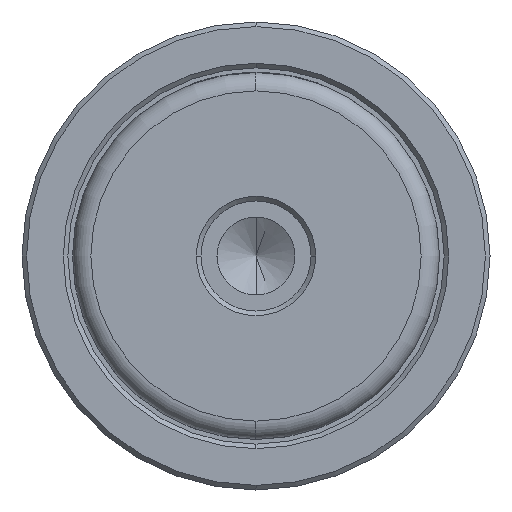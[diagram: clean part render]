
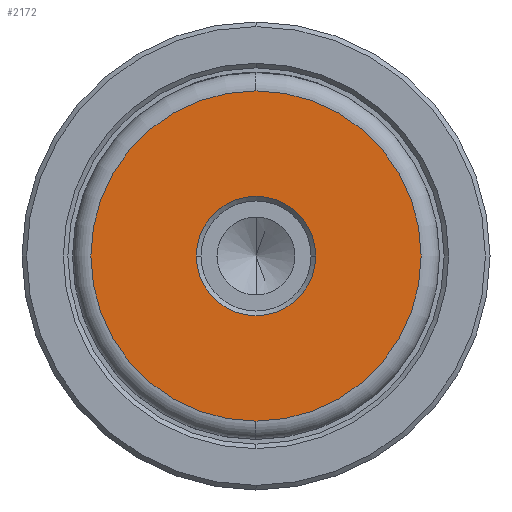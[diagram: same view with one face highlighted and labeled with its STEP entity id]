
A CAD part, left-side view. The second image highlights one B-rep face of the part: STEP entity #2172.
In plain terms, the highlighted planar face has unit normal (-1, 0, 0).
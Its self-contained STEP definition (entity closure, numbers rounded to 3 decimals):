
#92 = AXIS2_PLACEMENT_3D ( 'NONE', #1790, #606, #1983 ) ;
#148 = CARTESIAN_POINT ( 'NONE',  ( 0., 0., 0. ) ) ;
#224 = CARTESIAN_POINT ( 'NONE',  ( 0., 0., 0. ) ) ;
#239 = EDGE_CURVE ( 'NONE', #895, #2375, #243, .T. ) ;
#243 = CIRCLE ( 'NONE', #92, 17.997 ) ;
#339 = CARTESIAN_POINT ( 'NONE',  ( 0., 0., 0. ) ) ;
#409 = CIRCLE ( 'NONE', #587, 17.997 ) ;
#413 = DIRECTION ( 'NONE',  ( 0., 0., 1. ) ) ;
#476 = EDGE_LOOP ( 'NONE', ( #1506, #2299 ) ) ;
#531 = DIRECTION ( 'NONE',  ( -1., 0., 0. ) ) ;
#537 = DIRECTION ( 'NONE',  ( 0., 0., 1. ) ) ;
#587 = AXIS2_PLACEMENT_3D ( 'NONE', #1182, #2554, #1377 ) ;
#588 = CARTESIAN_POINT ( 'NONE',  ( 0., 0., -17.997 ) ) ;
#606 = DIRECTION ( 'NONE',  ( -1., 0., 0. ) ) ;
#669 = CIRCLE ( 'NONE', #1976, 6.5 ) ;
#704 = FACE_BOUND ( 'NONE', #1335, .T. ) ;
#811 = ORIENTED_EDGE ( 'NONE', *, *, #2529, .T. ) ;
#895 = VERTEX_POINT ( 'NONE', #1642 ) ;
#920 = PLANE ( 'NONE',  #1903 ) ;
#1074 = ORIENTED_EDGE ( 'NONE', *, *, #1735, .T. ) ;
#1164 = EDGE_CURVE ( 'NONE', #2375, #895, #409, .T. ) ;
#1182 = CARTESIAN_POINT ( 'NONE',  ( 0., 0., 0. ) ) ;
#1335 = EDGE_LOOP ( 'NONE', ( #1074, #811 ) ) ;
#1377 = DIRECTION ( 'NONE',  ( 0., 0., 1. ) ) ;
#1391 = VERTEX_POINT ( 'NONE', #1479 ) ;
#1479 = CARTESIAN_POINT ( 'NONE',  ( 0., 6.5, 0. ) ) ;
#1506 = ORIENTED_EDGE ( 'NONE', *, *, #239, .T. ) ;
#1598 = DIRECTION ( 'NONE',  ( 1., 0., 0. ) ) ;
#1642 = CARTESIAN_POINT ( 'NONE',  ( 0., 0., 17.997 ) ) ;
#1723 = DIRECTION ( 'NONE',  ( 1., 0., 0. ) ) ;
#1735 = EDGE_CURVE ( 'NONE', #2553, #1391, #2533, .T. ) ;
#1790 = CARTESIAN_POINT ( 'NONE',  ( 0., 0., 0. ) ) ;
#1903 = AXIS2_PLACEMENT_3D ( 'NONE', #148, #531, #1918 ) ;
#1918 = DIRECTION ( 'NONE',  ( 0., 0., 1. ) ) ;
#1925 = CARTESIAN_POINT ( 'NONE',  ( 0., -6.5, 0. ) ) ;
#1976 = AXIS2_PLACEMENT_3D ( 'NONE', #339, #1723, #537 ) ;
#1983 = DIRECTION ( 'NONE',  ( 0., 0., 1. ) ) ;
#2172 = ADVANCED_FACE ( 'NONE', ( #704, #2201 ), #920, .T. ) ;
#2201 = FACE_OUTER_BOUND ( 'NONE', #476, .T. ) ;
#2299 = ORIENTED_EDGE ( 'NONE', *, *, #1164, .T. ) ;
#2344 = AXIS2_PLACEMENT_3D ( 'NONE', #224, #1598, #413 ) ;
#2375 = VERTEX_POINT ( 'NONE', #588 ) ;
#2529 = EDGE_CURVE ( 'NONE', #1391, #2553, #669, .T. ) ;
#2533 = CIRCLE ( 'NONE', #2344, 6.5 ) ;
#2553 = VERTEX_POINT ( 'NONE', #1925 ) ;
#2554 = DIRECTION ( 'NONE',  ( -1., 0., 0. ) ) ;
